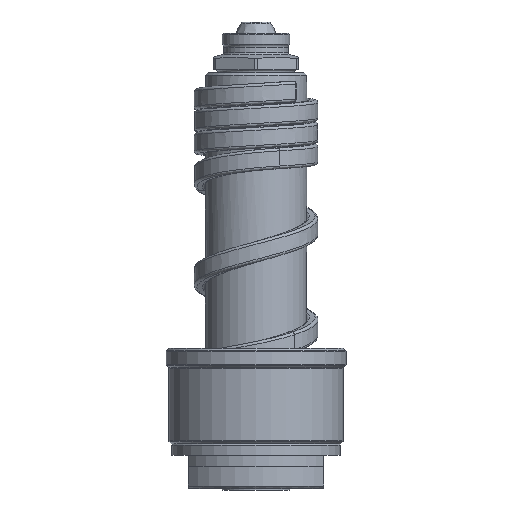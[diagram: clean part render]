
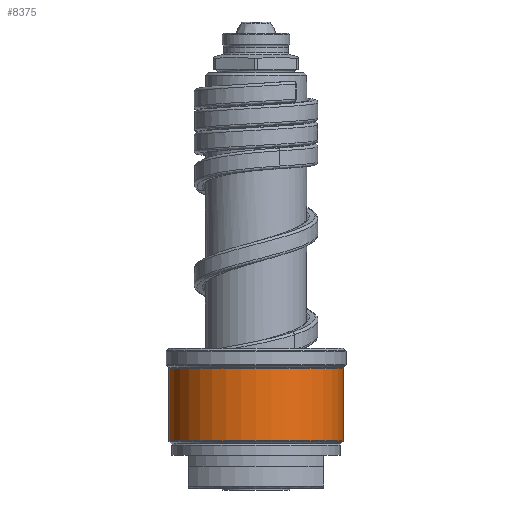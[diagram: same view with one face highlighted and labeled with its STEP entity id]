
A CAD part, front view. The second image highlights one B-rep face of the part: STEP entity #8375.
In plain terms, the highlighted cylindrical face has radius 15.5 mm (diameter 31 mm), a partial arc.
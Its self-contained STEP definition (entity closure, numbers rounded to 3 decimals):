
#1523=CARTESIAN_POINT('',(0.,0.,8.583));
#1524=DIRECTION('',(0.,0.,1.));
#1525=DIRECTION('',(-1.,0.,0.));
#1526=AXIS2_PLACEMENT_3D('',#1523,#1524,#1525);
#1528=DIRECTION('',(0.,0.,-1.));
#1529=VECTOR('',#1528,12.835);
#1530=CARTESIAN_POINT('',(-15.5,0.,21.417));
#1531=LINE('',#1530,#1529);
#1532=CARTESIAN_POINT('',(0.,0.,21.417));
#1533=DIRECTION('',(0.,0.,1.));
#1534=DIRECTION('',(-1.,0.,0.));
#1535=AXIS2_PLACEMENT_3D('',#1532,#1533,#1534);
#1537=DIRECTION('',(0.,0.,-1.));
#1538=VECTOR('',#1537,12.835);
#1539=CARTESIAN_POINT('',(15.5,0.,21.417));
#1540=LINE('',#1539,#1538);
#5936=CARTESIAN_POINT('',(15.5,0.,21.417));
#5937=CARTESIAN_POINT('',(-15.5,0.,21.417));
#5938=VERTEX_POINT('',#5936);
#5939=VERTEX_POINT('',#5937);
#5962=CARTESIAN_POINT('',(15.5,0.,8.583));
#5963=VERTEX_POINT('',#5962);
#5964=CARTESIAN_POINT('',(-15.5,0.,8.583));
#5965=VERTEX_POINT('',#5964);
#8363=CARTESIAN_POINT('',(0.,0.,7.15));
#8364=DIRECTION('',(0.,0.,1.));
#8365=DIRECTION('',(-1.,0.,0.));
#8366=AXIS2_PLACEMENT_3D('',#8363,#8364,#8365);
#8367=CYLINDRICAL_SURFACE('',#8366,15.5);
#8368=ORIENTED_EDGE('',*,*,#8335,.F.);
#8369=ORIENTED_EDGE('',*,*,#8353,.F.);
#8371=ORIENTED_EDGE('',*,*,#8370,.T.);
#8372=ORIENTED_EDGE('',*,*,#8349,.T.);
#8373=EDGE_LOOP('',(#8368,#8369,#8371,#8372));
#8374=FACE_OUTER_BOUND('',#8373,.F.);
#1527=CIRCLE('',#1526,15.5);
#1536=CIRCLE('',#1535,15.5);
#8335=EDGE_CURVE('',#5965,#5963,#1527,.T.);
#8349=EDGE_CURVE('',#5938,#5963,#1540,.T.);
#8353=EDGE_CURVE('',#5939,#5965,#1531,.T.);
#8370=EDGE_CURVE('',#5939,#5938,#1536,.T.);
#8375=ADVANCED_FACE('',(#8374),#8367,.T.);
